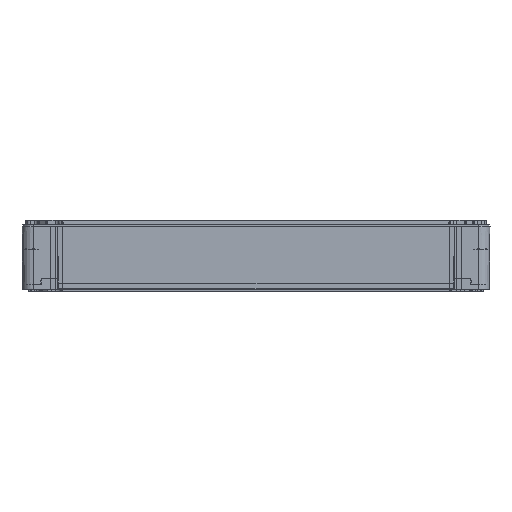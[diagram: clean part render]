
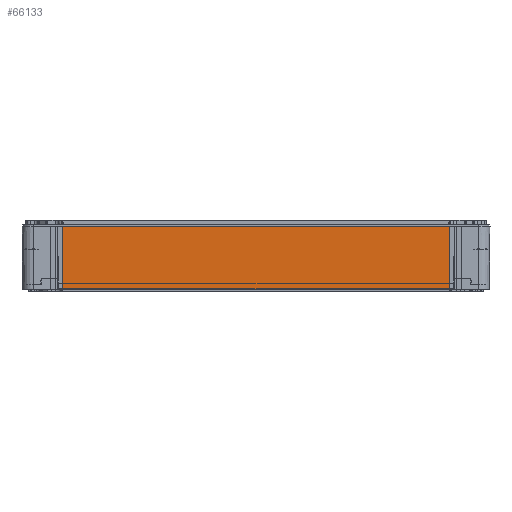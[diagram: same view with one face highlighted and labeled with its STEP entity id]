
A CAD part, left-side view. The second image highlights one B-rep face of the part: STEP entity #66133.
In plain terms, the highlighted planar face has unit normal (-1, 0, -0.009).
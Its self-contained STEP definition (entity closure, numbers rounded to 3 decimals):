
#15517=DIRECTION('',(0.,-1.,0.));
#15518=VECTOR('',#15517,330.4);
#15519=CARTESIAN_POINT('',(-299.519,165.2,-59.1));
#15520=LINE('',#15519,#15518);
#18464=DIRECTION('',(0.,1.,0.));
#18465=VECTOR('',#18464,330.959);
#18466=CARTESIAN_POINT('',(-299.985,-165.479,
-5.768));
#18467=LINE('',#18466,#18465);
#18581=CARTESIAN_POINT('',(-299.985,-165.479,
-5.768));
#18609=CARTESIAN_POINT('',(-299.519,-165.2,-59.1));
#18614=DIRECTION('',(0.009,0.005,-1.));
#18615=VECTOR('',#18614,53.335);
#18616=CARTESIAN_POINT('',(-299.985,-165.479,
-5.768));
#18617=LINE('',#18616,#18615);
#18701=CARTESIAN_POINT('',(-299.519,165.2,-59.1));
#18729=CARTESIAN_POINT('',(-299.985,165.479,
-5.768));
#18734=DIRECTION('',(-0.009,0.005,1.));
#18735=VECTOR('',#18734,53.335);
#18736=CARTESIAN_POINT('',(-299.519,165.2,-59.1));
#18737=LINE('',#18736,#18735);
#51239=VERTEX_POINT('',#18701);
#51241=VERTEX_POINT('',#18729);
#51242=VERTEX_POINT('',#18581);
#51245=VERTEX_POINT('',#18609);
#66119=CARTESIAN_POINT('',(-300.,-195.315,-4.));
#66120=DIRECTION('',(-1.,0.,-0.009));
#66121=DIRECTION('',(0.,-1.,0.));
#66122=AXIS2_PLACEMENT_3D('',#66119,#66120,#66121);
#66123=PLANE('',#66122);
#66125=ORIENTED_EDGE('',*,*,#66124,.T.);
#66127=ORIENTED_EDGE('',*,*,#66126,.F.);
#66129=ORIENTED_EDGE('',*,*,#66128,.T.);
#66130=ORIENTED_EDGE('',*,*,#63951,.F.);
#66131=EDGE_LOOP('',(#66125,#66127,#66129,#66130));
#66132=FACE_OUTER_BOUND('',#66131,.F.);
#63951=EDGE_CURVE('',#51239,#51245,#15520,.T.);
#66124=EDGE_CURVE('',#51239,#51241,#18737,.T.);
#66126=EDGE_CURVE('',#51242,#51241,#18467,.T.);
#66128=EDGE_CURVE('',#51242,#51245,#18617,.T.);
#66133=ADVANCED_FACE('',(#66132),#66123,.T.);
